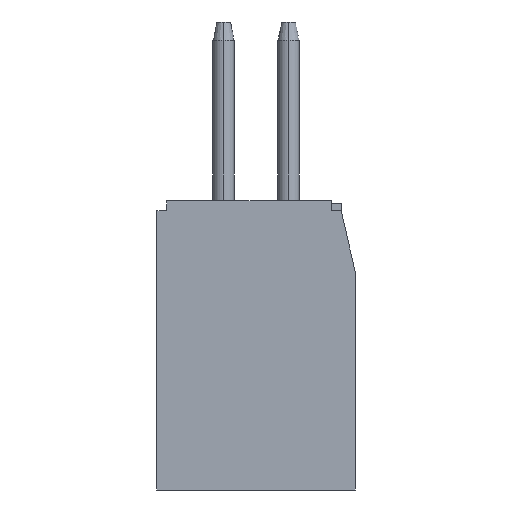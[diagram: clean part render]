
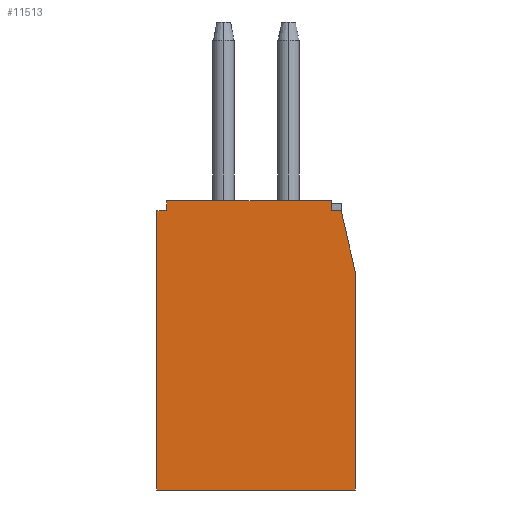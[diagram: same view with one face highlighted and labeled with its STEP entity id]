
A CAD part, left-side view. The second image highlights one B-rep face of the part: STEP entity #11513.
In plain terms, the highlighted planar face has unit normal (-1, 0, 0).
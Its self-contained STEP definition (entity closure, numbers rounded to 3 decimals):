
#172 = EDGE_CURVE ( 'NONE', #6836, #6968, #11557, .T. ) ;
#224 = CARTESIAN_POINT ( 'NONE',  ( -7.3, 3.05, 8.9 ) ) ;
#296 = EDGE_LOOP ( 'NONE', ( #5232, #5871, #8084, #7346, #3370, #6509, #11362, #1230, #1987 ) ) ;
#412 = DIRECTION ( 'NONE',  ( 0., 0., -1. ) ) ;
#638 = CARTESIAN_POINT ( 'NONE',  ( -7.3, -3.05, 0. ) ) ;
#785 = VECTOR ( 'NONE', #412, 1000. ) ;
#797 = CARTESIAN_POINT ( 'NONE',  ( -7.3, -2.319, 8.9 ) ) ;
#836 = EDGE_CURVE ( 'NONE', #8719, #9939, #9993, .T. ) ;
#1209 = VECTOR ( 'NONE', #1646, 1000. ) ;
#1230 = ORIENTED_EDGE ( 'NONE', *, *, #836, .T. ) ;
#1646 = DIRECTION ( 'NONE',  ( 0., -1., 0. ) ) ;
#1987 = ORIENTED_EDGE ( 'NONE', *, *, #5530, .F. ) ;
#2199 = CARTESIAN_POINT ( 'NONE',  ( -7.3, -2.619, 8.6 ) ) ;
#2612 = VERTEX_POINT ( 'NONE', #7427 ) ;
#2736 = VECTOR ( 'NONE', #5221, 1000. ) ;
#2759 = VERTEX_POINT ( 'NONE', #3428 ) ;
#2785 = EDGE_CURVE ( 'NONE', #4728, #8719, #3706, .T. ) ;
#2856 = CARTESIAN_POINT ( 'NONE',  ( -7.3, -2.319, 8.9 ) ) ;
#3112 = LINE ( 'NONE', #10426, #3802 ) ;
#3258 = DIRECTION ( 'NONE',  ( 0., -0.224, -0.974 ) ) ;
#3370 = ORIENTED_EDGE ( 'NONE', *, *, #5764, .F. ) ;
#3428 = CARTESIAN_POINT ( 'NONE',  ( -7.3, -3.05, 0. ) ) ;
#3592 = CARTESIAN_POINT ( 'NONE',  ( -7.3, 2.75, 8.9 ) ) ;
#3706 = LINE ( 'NONE', #4720, #4788 ) ;
#3801 = FACE_OUTER_BOUND ( 'NONE', #296, .T. ) ;
#3802 = VECTOR ( 'NONE', #8190, 1000. ) ;
#4274 = VECTOR ( 'NONE', #12083, 1000. ) ;
#4386 = CARTESIAN_POINT ( 'NONE',  ( -7.3, -3.05, 8.6 ) ) ;
#4720 = CARTESIAN_POINT ( 'NONE',  ( -7.3, -3.05, 8.6 ) ) ;
#4728 = VERTEX_POINT ( 'NONE', #2199 ) ;
#4788 = VECTOR ( 'NONE', #8851, 1000. ) ;
#4870 = LINE ( 'NONE', #638, #1209 ) ;
#4874 = DIRECTION ( 'NONE',  ( 1., 0., 0. ) ) ;
#4941 = CARTESIAN_POINT ( 'NONE',  ( -7.3, -3.05, 8.9 ) ) ;
#4993 = CARTESIAN_POINT ( 'NONE',  ( -7.3, 2.75, 8.9 ) ) ;
#5071 = EDGE_CURVE ( 'NONE', #4728, #2612, #13342, .T. ) ;
#5084 = LINE ( 'NONE', #224, #2736 ) ;
#5137 = EDGE_CURVE ( 'NONE', #6968, #10809, #5084, .T. ) ;
#5195 = EDGE_CURVE ( 'NONE', #7579, #6836, #7255, .T. ) ;
#5221 = DIRECTION ( 'NONE',  ( 0., 0., -1. ) ) ;
#5232 = ORIENTED_EDGE ( 'NONE', *, *, #5195, .T. ) ;
#5530 = EDGE_CURVE ( 'NONE', #7579, #9939, #3112, .T. ) ;
#5542 = LINE ( 'NONE', #9674, #785 ) ;
#5764 = EDGE_CURVE ( 'NONE', #2612, #2759, #5542, .T. ) ;
#5871 = ORIENTED_EDGE ( 'NONE', *, *, #172, .T. ) ;
#6170 = DIRECTION ( 'NONE',  ( 0., 1., 0. ) ) ;
#6509 = ORIENTED_EDGE ( 'NONE', *, *, #5071, .F. ) ;
#6527 = CARTESIAN_POINT ( 'NONE',  ( -7.3, 3.05, 8.6 ) ) ;
#6711 = VECTOR ( 'NONE', #6170, 1000. ) ;
#6836 = VERTEX_POINT ( 'NONE', #7469 ) ;
#6968 = VERTEX_POINT ( 'NONE', #6527 ) ;
#7255 = LINE ( 'NONE', #3592, #7929 ) ;
#7346 = ORIENTED_EDGE ( 'NONE', *, *, #10308, .T. ) ;
#7427 = CARTESIAN_POINT ( 'NONE',  ( -7.3, -3.05, 6.729 ) ) ;
#7446 = DIRECTION ( 'NONE',  ( 0., 0., -1. ) ) ;
#7469 = CARTESIAN_POINT ( 'NONE',  ( -7.3, 2.75, 8.6 ) ) ;
#7579 = VERTEX_POINT ( 'NONE', #4993 ) ;
#7929 = VECTOR ( 'NONE', #7446, 1000. ) ;
#8084 = ORIENTED_EDGE ( 'NONE', *, *, #5137, .T. ) ;
#8190 = DIRECTION ( 'NONE',  ( 0., -1., 0. ) ) ;
#8693 = AXIS2_PLACEMENT_3D ( 'NONE', #4941, #4874, #9967 ) ;
#8719 = VERTEX_POINT ( 'NONE', #9084 ) ;
#8851 = DIRECTION ( 'NONE',  ( 0., 1., 0. ) ) ;
#9000 = VECTOR ( 'NONE', #3258, 1000. ) ;
#9084 = CARTESIAN_POINT ( 'NONE',  ( -7.3, -2.319, 8.6 ) ) ;
#9674 = CARTESIAN_POINT ( 'NONE',  ( -7.3, -3.05, 8.9 ) ) ;
#9939 = VERTEX_POINT ( 'NONE', #2856 ) ;
#9967 = DIRECTION ( 'NONE',  ( 0., 0., -1. ) ) ;
#9993 = LINE ( 'NONE', #797, #4274 ) ;
#10308 = EDGE_CURVE ( 'NONE', #10809, #2759, #4870, .T. ) ;
#10426 = CARTESIAN_POINT ( 'NONE',  ( -7.3, -3.05, 8.9 ) ) ;
#10809 = VERTEX_POINT ( 'NONE', #13180 ) ;
#11362 = ORIENTED_EDGE ( 'NONE', *, *, #2785, .T. ) ;
#11513 = ADVANCED_FACE ( 'NONE', ( #3801 ), #13135, .F. ) ;
#11518 = CARTESIAN_POINT ( 'NONE',  ( -7.3, -3.05, 6.729 ) ) ;
#11557 = LINE ( 'NONE', #4386, #6711 ) ;
#12083 = DIRECTION ( 'NONE',  ( 0., 0., 1. ) ) ;
#13135 = PLANE ( 'NONE',  #8693 ) ;
#13180 = CARTESIAN_POINT ( 'NONE',  ( -7.3, 3.05, 0. ) ) ;
#13342 = LINE ( 'NONE', #11518, #9000 ) ;
